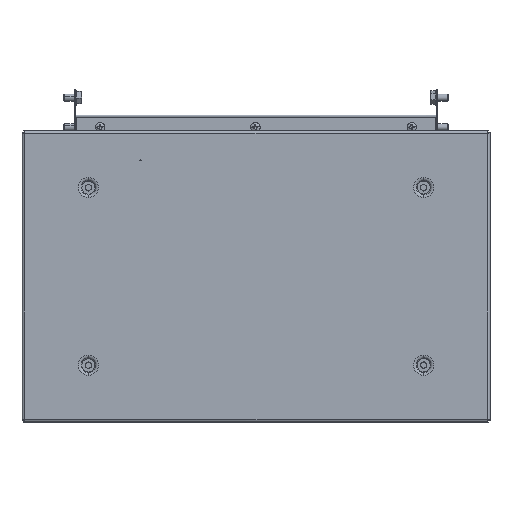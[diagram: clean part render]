
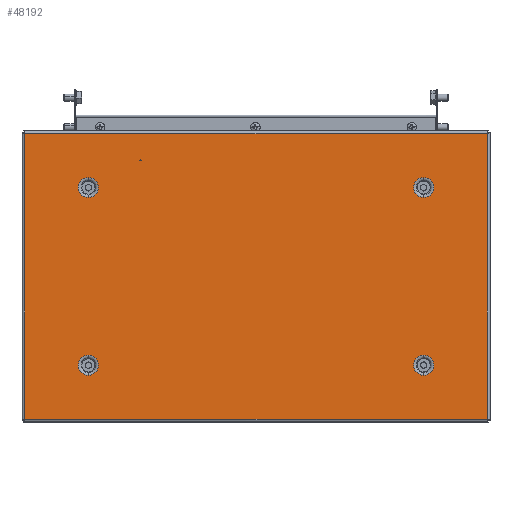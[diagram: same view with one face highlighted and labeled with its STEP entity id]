
A CAD part, top view. The second image highlights one B-rep face of the part: STEP entity #48192.
In plain terms, the highlighted planar face has unit normal (0, 0, 1).
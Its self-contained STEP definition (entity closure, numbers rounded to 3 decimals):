
#320 = FACE_BOUND ( 'NONE', #12913, .T. ) ;
#536 = CARTESIAN_POINT ( 'NONE',  ( 141.5, -66.557, 0. ) ) ;
#965 = EDGE_CURVE ( 'NONE', #69926, #55989, #64112, .T. ) ;
#1307 = CARTESIAN_POINT ( 'NONE',  ( 141.5, 75., 0. ) ) ;
#2350 = CARTESIAN_POINT ( 'NONE',  ( 195.1, 120.6, 0. ) ) ;
#2475 = CARTESIAN_POINT ( 'NONE',  ( -97., 98., 0. ) ) ;
#3076 = CARTESIAN_POINT ( 'NONE',  ( -97.5, 98., 0. ) ) ;
#3408 = VERTEX_POINT ( 'NONE', #59541 ) ;
#4184 = CARTESIAN_POINT ( 'NONE',  ( -141.5, 75., 0. ) ) ;
#4332 = VERTEX_POINT ( 'NONE', #52787 ) ;
#4528 = LINE ( 'NONE', #58985, #10280 ) ;
#5070 = FACE_BOUND ( 'NONE', #42799, .T. ) ;
#6080 = DIRECTION ( 'NONE',  ( 0., 0., 1. ) ) ;
#6100 = PLANE ( 'NONE',  #57722 ) ;
#6587 = CIRCLE ( 'NONE', #49984, 8.443 ) ;
#6997 = FACE_BOUND ( 'NONE', #72459, .T. ) ;
#7621 = CARTESIAN_POINT ( 'NONE',  ( 195.1, -120.6, 0. ) ) ;
#7759 = CARTESIAN_POINT ( 'NONE',  ( -141.5, -83.443, 0. ) ) ;
#7922 = EDGE_CURVE ( 'NONE', #4332, #21186, #52675, .T. ) ;
#7992 = CIRCLE ( 'NONE', #77733, 8.443 ) ;
#8276 = DIRECTION ( 'NONE',  ( 0., 1., 0. ) ) ;
#8439 = EDGE_CURVE ( 'NONE', #64747, #3408, #69711, .T. ) ;
#9312 = VECTOR ( 'NONE', #18475, 1000. ) ;
#9319 = CARTESIAN_POINT ( 'NONE',  ( -141.5, -75., 0. ) ) ;
#9855 = EDGE_LOOP ( 'NONE', ( #41994, #61135 ) ) ;
#10280 = VECTOR ( 'NONE', #21468, 1000. ) ;
#10323 = DIRECTION ( 'NONE',  ( 0., 0., 1. ) ) ;
#12598 = CARTESIAN_POINT ( 'NONE',  ( 0., 0., 0. ) ) ;
#12913 = EDGE_LOOP ( 'NONE', ( #31816, #30022 ) ) ;
#15101 = AXIS2_PLACEMENT_3D ( 'NONE', #3076, #70533, #76660 ) ;
#15166 = DIRECTION ( 'NONE',  ( 0., 0., -1. ) ) ;
#15718 = ORIENTED_EDGE ( 'NONE', *, *, #38367, .F. ) ;
#17547 = AXIS2_PLACEMENT_3D ( 'NONE', #18920, #37897, #68909 ) ;
#17569 = FACE_BOUND ( 'NONE', #9855, .T. ) ;
#18475 = DIRECTION ( 'NONE',  ( -1., 0., 0. ) ) ;
#18750 = DIRECTION ( 'NONE',  ( 0., 0., 1. ) ) ;
#18817 = VERTEX_POINT ( 'NONE', #7621 ) ;
#18920 = CARTESIAN_POINT ( 'NONE',  ( 141.5, -75., 0. ) ) ;
#19206 = LINE ( 'NONE', #76332, #75662 ) ;
#21186 = VERTEX_POINT ( 'NONE', #536 ) ;
#21468 = DIRECTION ( 'NONE',  ( 0., -1., 0. ) ) ;
#21730 = EDGE_CURVE ( 'NONE', #3408, #24568, #4528, .T. ) ;
#21842 = DIRECTION ( 'NONE',  ( 0., 0., 1. ) ) ;
#21932 = LINE ( 'NONE', #58169, #70753 ) ;
#22441 = EDGE_CURVE ( 'NONE', #21186, #4332, #40381, .T. ) ;
#22517 = CARTESIAN_POINT ( 'NONE',  ( -141.5, 66.557, 0. ) ) ;
#24063 = EDGE_CURVE ( 'NONE', #69616, #26471, #56730, .T. ) ;
#24335 = CARTESIAN_POINT ( 'NONE',  ( 196.029, 120.6, 0. ) ) ;
#24558 = CIRCLE ( 'NONE', #15101, 0.5 ) ;
#24568 = VERTEX_POINT ( 'NONE', #45644 ) ;
#24616 = CARTESIAN_POINT ( 'NONE',  ( 141.5, 66.557, 0. ) ) ;
#26471 = VERTEX_POINT ( 'NONE', #22517 ) ;
#26863 = ORIENTED_EDGE ( 'NONE', *, *, #35108, .T. ) ;
#28010 = CARTESIAN_POINT ( 'NONE',  ( 141.5, 75., 0. ) ) ;
#28243 = ORIENTED_EDGE ( 'NONE', *, *, #29364, .T. ) ;
#29364 = EDGE_CURVE ( 'NONE', #55989, #69926, #24558, .T. ) ;
#30022 = ORIENTED_EDGE ( 'NONE', *, *, #53364, .F. ) ;
#30683 = ORIENTED_EDGE ( 'NONE', *, *, #21730, .T. ) ;
#31349 = DIRECTION ( 'NONE',  ( 0., 1., 0. ) ) ;
#31816 = ORIENTED_EDGE ( 'NONE', *, *, #24063, .F. ) ;
#32163 = ORIENTED_EDGE ( 'NONE', *, *, #71045, .T. ) ;
#35108 = EDGE_CURVE ( 'NONE', #18817, #64747, #19206, .T. ) ;
#37897 = DIRECTION ( 'NONE',  ( 0., 0., 1. ) ) ;
#38367 = EDGE_CURVE ( 'NONE', #66754, #74655, #78664, .T. ) ;
#39290 = EDGE_CURVE ( 'NONE', #74655, #66754, #6587, .T. ) ;
#39814 = DIRECTION ( 'NONE',  ( 0., 1., 0. ) ) ;
#40381 = CIRCLE ( 'NONE', #17547, 8.443 ) ;
#41994 = ORIENTED_EDGE ( 'NONE', *, *, #58579, .F. ) ;
#42799 = EDGE_LOOP ( 'NONE', ( #28243, #56731 ) ) ;
#43326 = AXIS2_PLACEMENT_3D ( 'NONE', #4184, #10323, #53192 ) ;
#44811 = EDGE_LOOP ( 'NONE', ( #53432, #15718 ) ) ;
#44820 = CARTESIAN_POINT ( 'NONE',  ( -98., 98., 0. ) ) ;
#44923 = VERTEX_POINT ( 'NONE', #77220 ) ;
#44996 = DIRECTION ( 'NONE',  ( 0., 0., 1. ) ) ;
#45644 = CARTESIAN_POINT ( 'NONE',  ( -195.1, -120.6, 0. ) ) ;
#45674 = DIRECTION ( 'NONE',  ( -1., 0., 0. ) ) ;
#47732 = EDGE_CURVE ( 'NONE', #61589, #44923, #58924, .T. ) ;
#47869 = CARTESIAN_POINT ( 'NONE',  ( 141.5, -75., 0. ) ) ;
#48192 = ADVANCED_FACE ( 'NONE', ( #5070, #6997, #17569, #70205, #320, #68300 ), #6100, .T. ) ;
#49480 = DIRECTION ( 'NONE',  ( 0., 0., 1. ) ) ;
#49984 = AXIS2_PLACEMENT_3D ( 'NONE', #1307, #49480, #31349 ) ;
#51272 = CIRCLE ( 'NONE', #43326, 8.443 ) ;
#52675 = CIRCLE ( 'NONE', #62317, 8.443 ) ;
#52787 = CARTESIAN_POINT ( 'NONE',  ( 141.5, -83.443, 0. ) ) ;
#52894 = AXIS2_PLACEMENT_3D ( 'NONE', #63668, #15166, #45674 ) ;
#53192 = DIRECTION ( 'NONE',  ( 0., 1., 0. ) ) ;
#53364 = EDGE_CURVE ( 'NONE', #26471, #69616, #51272, .T. ) ;
#53432 = ORIENTED_EDGE ( 'NONE', *, *, #39290, .F. ) ;
#55989 = VERTEX_POINT ( 'NONE', #44820 ) ;
#56632 = AXIS2_PLACEMENT_3D ( 'NONE', #9319, #44996, #8276 ) ;
#56730 = CIRCLE ( 'NONE', #77216, 8.443 ) ;
#56731 = ORIENTED_EDGE ( 'NONE', *, *, #965, .T. ) ;
#57634 = DIRECTION ( 'NONE',  ( 1., 0., 0. ) ) ;
#57722 = AXIS2_PLACEMENT_3D ( 'NONE', #12598, #18750, #67689 ) ;
#57767 = DIRECTION ( 'NONE',  ( 0., 0., 1. ) ) ;
#58169 = CARTESIAN_POINT ( 'NONE',  ( -196.029, -120.6, 0. ) ) ;
#58525 = DIRECTION ( 'NONE',  ( 0., 1., 0. ) ) ;
#58579 = EDGE_CURVE ( 'NONE', #44923, #61589, #7992, .T. ) ;
#58924 = CIRCLE ( 'NONE', #56632, 8.443 ) ;
#58985 = CARTESIAN_POINT ( 'NONE',  ( -195.1, 121.529, 0. ) ) ;
#59541 = CARTESIAN_POINT ( 'NONE',  ( -195.1, 120.6, 0. ) ) ;
#60745 = AXIS2_PLACEMENT_3D ( 'NONE', #28010, #21842, #58525 ) ;
#60930 = CARTESIAN_POINT ( 'NONE',  ( -141.5, 83.443, 0. ) ) ;
#61135 = ORIENTED_EDGE ( 'NONE', *, *, #47732, .F. ) ;
#61589 = VERTEX_POINT ( 'NONE', #7759 ) ;
#62317 = AXIS2_PLACEMENT_3D ( 'NONE', #47869, #6080, #78862 ) ;
#63668 = CARTESIAN_POINT ( 'NONE',  ( -97.5, 98., 0. ) ) ;
#64112 = CIRCLE ( 'NONE', #52894, 0.5 ) ;
#64732 = ORIENTED_EDGE ( 'NONE', *, *, #8439, .T. ) ;
#64747 = VERTEX_POINT ( 'NONE', #2350 ) ;
#65393 = CARTESIAN_POINT ( 'NONE',  ( 141.5, 83.443, 0. ) ) ;
#65474 = DIRECTION ( 'NONE',  ( 0., 1., 0. ) ) ;
#66754 = VERTEX_POINT ( 'NONE', #24616 ) ;
#67689 = DIRECTION ( 'NONE',  ( 1., 0., 0. ) ) ;
#68221 = EDGE_LOOP ( 'NONE', ( #30683, #32163, #26863, #64732 ) ) ;
#68300 = FACE_OUTER_BOUND ( 'NONE', #68221, .T. ) ;
#68909 = DIRECTION ( 'NONE',  ( 0., 1., 0. ) ) ;
#69616 = VERTEX_POINT ( 'NONE', #60930 ) ;
#69711 = LINE ( 'NONE', #24335, #9312 ) ;
#69926 = VERTEX_POINT ( 'NONE', #2475 ) ;
#70205 = FACE_BOUND ( 'NONE', #44811, .T. ) ;
#70509 = DIRECTION ( 'NONE',  ( 0., 0., 1. ) ) ;
#70533 = DIRECTION ( 'NONE',  ( 0., 0., -1. ) ) ;
#70734 = DIRECTION ( 'NONE',  ( 0., 1., 0. ) ) ;
#70753 = VECTOR ( 'NONE', #57634, 1000. ) ;
#71045 = EDGE_CURVE ( 'NONE', #24568, #18817, #21932, .T. ) ;
#72459 = EDGE_LOOP ( 'NONE', ( #75043, #79196 ) ) ;
#74655 = VERTEX_POINT ( 'NONE', #65393 ) ;
#75043 = ORIENTED_EDGE ( 'NONE', *, *, #22441, .F. ) ;
#75662 = VECTOR ( 'NONE', #70734, 1000. ) ;
#76332 = CARTESIAN_POINT ( 'NONE',  ( 195.1, -121.529, 0. ) ) ;
#76417 = CARTESIAN_POINT ( 'NONE',  ( -141.5, 75., 0. ) ) ;
#76660 = DIRECTION ( 'NONE',  ( -1., 0., 0. ) ) ;
#77202 = CARTESIAN_POINT ( 'NONE',  ( -141.5, -75., 0. ) ) ;
#77216 = AXIS2_PLACEMENT_3D ( 'NONE', #76417, #57767, #39814 ) ;
#77220 = CARTESIAN_POINT ( 'NONE',  ( -141.5, -66.557, 0. ) ) ;
#77733 = AXIS2_PLACEMENT_3D ( 'NONE', #77202, #70509, #65474 ) ;
#78664 = CIRCLE ( 'NONE', #60745, 8.443 ) ;
#78862 = DIRECTION ( 'NONE',  ( 0., 1., 0. ) ) ;
#79196 = ORIENTED_EDGE ( 'NONE', *, *, #7922, .F. ) ;
